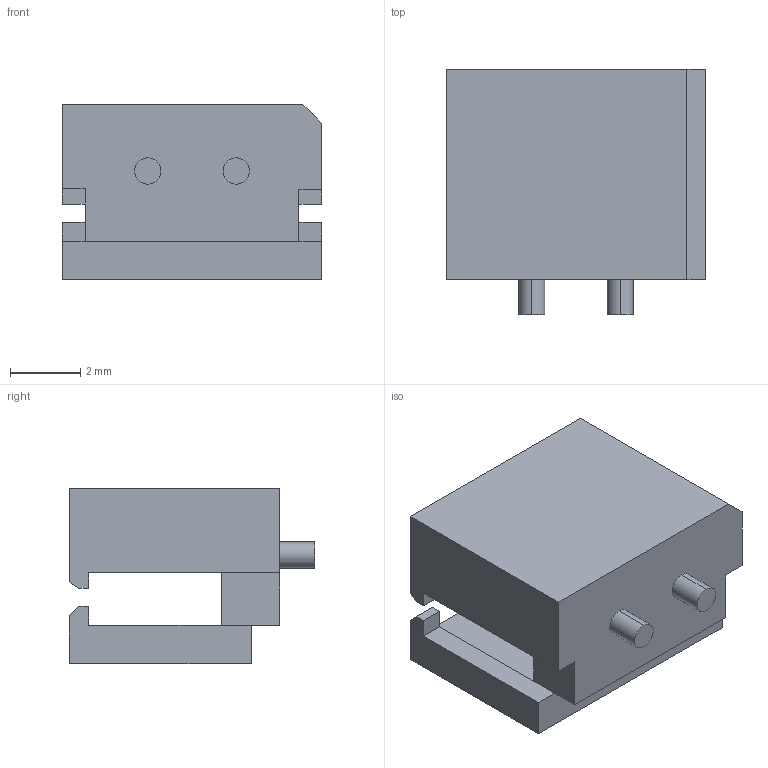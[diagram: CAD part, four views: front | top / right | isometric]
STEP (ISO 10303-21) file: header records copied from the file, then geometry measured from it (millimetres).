
FILE_DESCRIPTION (( 'STEP AP214' ), '1' );
FILE_NAME ('2PinConnector.STEP', '2016-02-07T05:42:30', ( '' ), ( '' ), 'SwSTEP 2.0', 'SolidWorks 2015', '' );
FILE_SCHEMA (( 'AUTOMOTIVE_DESIGN' ));
Length unit declared in the file: millimetre
Products named in the file (1): 2PinConnector
Bounding box: 7.4 x 7 x 5 mm (x, y, z)
Volume: 109.9 mm3; surface area: 315.2 mm2
Topology: 1 solids, 1 shells, 51 faces, 130 edges, 85 vertices
Faces by surface type: plane 43, cylinder 8
Entity records: 1785 total; most frequent: CARTESIAN_POINT 267, ORIENTED_EDGE 260, DIRECTION 250, EDGE_CURVE 130, VECTOR 114, LINE 114, VERTEX_POINT 85, AXIS2_PLACEMENT_3D 68
